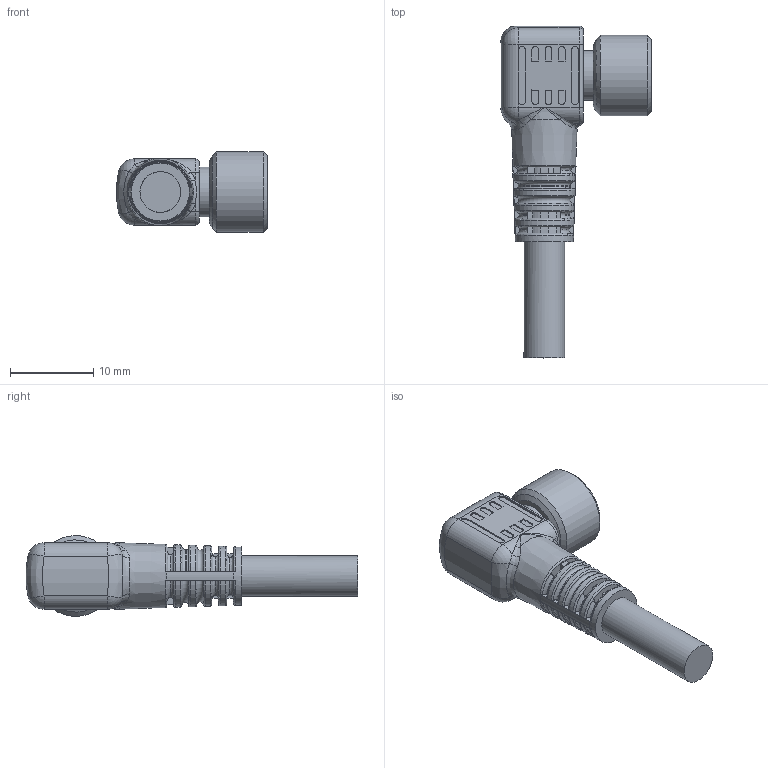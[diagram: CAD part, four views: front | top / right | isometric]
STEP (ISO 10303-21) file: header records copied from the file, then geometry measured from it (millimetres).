
FILE_DESCRIPTION(/* description */ (''),/* implementation_level */ '2;1');
FILE_NAME(/* name */ '00-7180-0085_bg.stp',/* time_stamp */ '2010-09-06T10:55:28+02:00',/* author */ (''),/* organization */ (''),/* preprocessor_version */ 'ST-DEVELOPER v11',/* originating_system */ 'UGS - NX 5.0',/* authorisation */ '');
FILE_SCHEMA (('CONFIG_CONTROL_DESIGN'));
Length unit declared in the file: millimetre
Products named in the file (1): sgro93BEbb8v
Bounding box: 18.17 x 39.97 x 9.68 mm (x, y, z)
Volume: 4.5 mm3; surface area: 1828.6 mm2
Topology: 2 solids, 3 shells, 375 faces, 998 edges, 651 vertices
Faces by surface type: plane 168, cylinder 91, torus 58, cone 38, bspline 16, sphere 4
Full cylindrical faces by diameter (mm): 1.05 x4, 1.5 x4, 4.9 x1, 5.65 x2, 6 x1, 6.25 x1, 6.6 x1, 6.8 x1, 6.95 x1, 8.1 x2, 9.7 x1
Entity records: 13152 total; most frequent: CARTESIAN_POINT 4226, ORIENTED_EDGE 1874, DIRECTION 1754, EDGE_CURVE 937, AXIS2_PLACEMENT_3D 673, VERTEX_POINT 631, EDGE_LOOP 442, LINE 408
